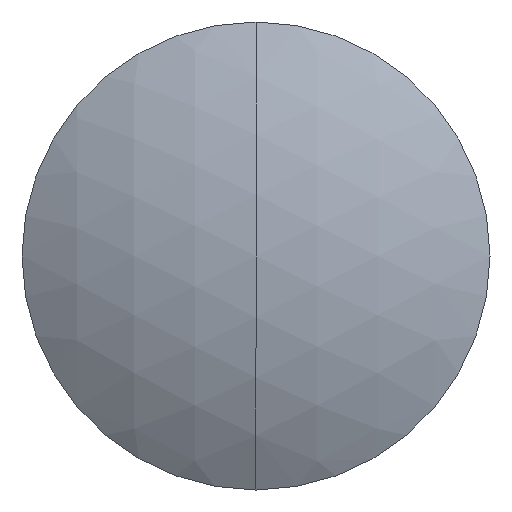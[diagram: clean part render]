
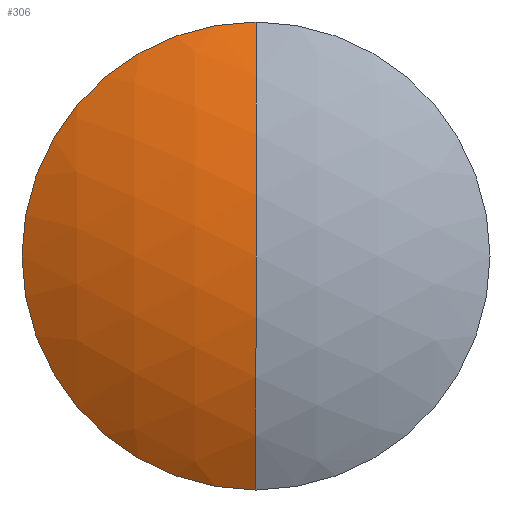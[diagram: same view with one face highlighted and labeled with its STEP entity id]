
A CAD part, left-side view. The second image highlights one B-rep face of the part: STEP entity #306.
In plain terms, the highlighted spherical face has radius 24.43 mm.
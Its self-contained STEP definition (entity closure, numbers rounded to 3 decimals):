
#5 = ORIENTED_EDGE ( 'NONE', *, *, #297, .T. ) ;
#6 = VERTEX_POINT ( 'NONE', #286 ) ;
#38 = DIRECTION ( 'NONE',  ( 0., 1., 0. ) ) ;
#67 = EDGE_CURVE ( 'NONE', #6, #135, #181, .T. ) ;
#80 = DIRECTION ( 'NONE',  ( 0., 0., -1. ) ) ;
#120 = VERTEX_POINT ( 'NONE', #269 ) ;
#121 = CARTESIAN_POINT ( 'NONE',  ( 43.85, 0., 0. ) ) ;
#135 = VERTEX_POINT ( 'NONE', #224 ) ;
#138 = EDGE_CURVE ( 'NONE', #120, #135, #252, .T. ) ;
#153 = DIRECTION ( 'NONE',  ( 0., 1., 0. ) ) ;
#155 = CIRCLE ( 'NONE', #194, 12.7 ) ;
#158 = DIRECTION ( 'NONE',  ( 0., 0., 1. ) ) ;
#161 = FACE_OUTER_BOUND ( 'NONE', #196, .T. ) ;
#181 = CIRCLE ( 'NONE', #243, 24.43 ) ;
#194 = AXIS2_PLACEMENT_3D ( 'NONE', #261, #233, #270 ) ;
#196 = EDGE_LOOP ( 'NONE', ( #5, #342, #294 ) ) ;
#201 = DIRECTION ( 'NONE',  ( 0., -1., 0. ) ) ;
#204 = DIRECTION ( 'NONE',  ( 0., 0., 1. ) ) ;
#224 = CARTESIAN_POINT ( 'NONE',  ( 19.42, 0., 0. ) ) ;
#233 = DIRECTION ( 'NONE',  ( -1., 0., 0. ) ) ;
#237 = SPHERICAL_SURFACE ( 'NONE', #248, 24.43 ) ;
#243 = AXIS2_PLACEMENT_3D ( 'NONE', #312, #38, #158 ) ;
#248 = AXIS2_PLACEMENT_3D ( 'NONE', #121, #153, #204 ) ;
#252 = CIRCLE ( 'NONE', #313, 24.43 ) ;
#261 = CARTESIAN_POINT ( 'NONE',  ( 22.981, 0., 0. ) ) ;
#269 = CARTESIAN_POINT ( 'NONE',  ( 22.981, 0., 12.7 ) ) ;
#270 = DIRECTION ( 'NONE',  ( 0., 0., 1. ) ) ;
#271 = CARTESIAN_POINT ( 'NONE',  ( 43.85, 0., 0. ) ) ;
#286 = CARTESIAN_POINT ( 'NONE',  ( 22.981, 0., -12.7 ) ) ;
#294 = ORIENTED_EDGE ( 'NONE', *, *, #138, .F. ) ;
#297 = EDGE_CURVE ( 'NONE', #120, #6, #155, .T. ) ;
#306 = ADVANCED_FACE ( 'NONE', ( #161 ), #237, .T. ) ;
#312 = CARTESIAN_POINT ( 'NONE',  ( 43.85, 0., 0. ) ) ;
#313 = AXIS2_PLACEMENT_3D ( 'NONE', #271, #201, #80 ) ;
#342 = ORIENTED_EDGE ( 'NONE', *, *, #67, .T. ) ;
